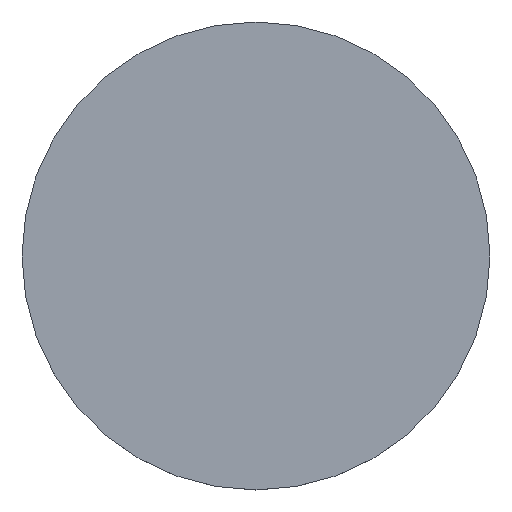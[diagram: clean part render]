
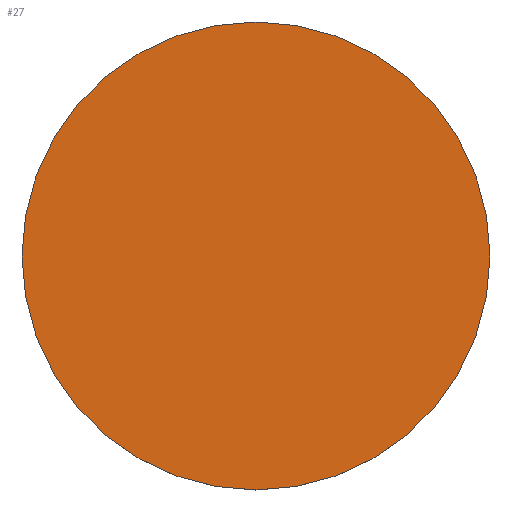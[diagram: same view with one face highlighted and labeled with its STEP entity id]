
A CAD part, top view. The second image highlights one B-rep face of the part: STEP entity #27.
In plain terms, the highlighted planar face has unit normal (0, 0, 1).
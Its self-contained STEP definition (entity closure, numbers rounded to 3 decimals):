
#9 = DIRECTION ( 'NONE',  ( 1., 0., 0. ) ) ;
#10 = CIRCLE ( 'NONE', #165, 15. ) ;
#27 = ADVANCED_FACE ( 'NONE', ( #44 ), #49, .T. ) ;
#44 = FACE_OUTER_BOUND ( 'NONE', #127, .T. ) ;
#48 = CARTESIAN_POINT ( 'NONE',  ( 0., 0., 1.1 ) ) ;
#49 = PLANE ( 'NONE',  #168 ) ;
#50 = CARTESIAN_POINT ( 'NONE',  ( 15., 0., 1.1 ) ) ;
#78 = DIRECTION ( 'NONE',  ( 0., 0., 1. ) ) ;
#79 = DIRECTION ( 'NONE',  ( 0., 0., 1. ) ) ;
#80 = VERTEX_POINT ( 'NONE', #50 ) ;
#82 = DIRECTION ( 'NONE',  ( 1., 0., 0. ) ) ;
#88 = CIRCLE ( 'NONE', #116, 15. ) ;
#89 = DIRECTION ( 'NONE',  ( 0., 0., 1. ) ) ;
#94 = CARTESIAN_POINT ( 'NONE',  ( 0., 0., 1.1 ) ) ;
#102 = VERTEX_POINT ( 'NONE', #114 ) ;
#114 = CARTESIAN_POINT ( 'NONE',  ( -15., 0., 1.1 ) ) ;
#116 = AXIS2_PLACEMENT_3D ( 'NONE', #94, #89, #82 ) ;
#127 = EDGE_LOOP ( 'NONE', ( #136, #131 ) ) ;
#131 = ORIENTED_EDGE ( 'NONE', *, *, #141, .T. ) ;
#136 = ORIENTED_EDGE ( 'NONE', *, *, #148, .T. ) ;
#141 = EDGE_CURVE ( 'NONE', #80, #102, #10, .T. ) ;
#148 = EDGE_CURVE ( 'NONE', #102, #80, #88, .T. ) ;
#162 = CARTESIAN_POINT ( 'NONE',  ( 0., 0., 1.1 ) ) ;
#165 = AXIS2_PLACEMENT_3D ( 'NONE', #162, #79, #9 ) ;
#168 = AXIS2_PLACEMENT_3D ( 'NONE', #48, #78, #172 ) ;
#172 = DIRECTION ( 'NONE',  ( 1., 0., 0. ) ) ;
